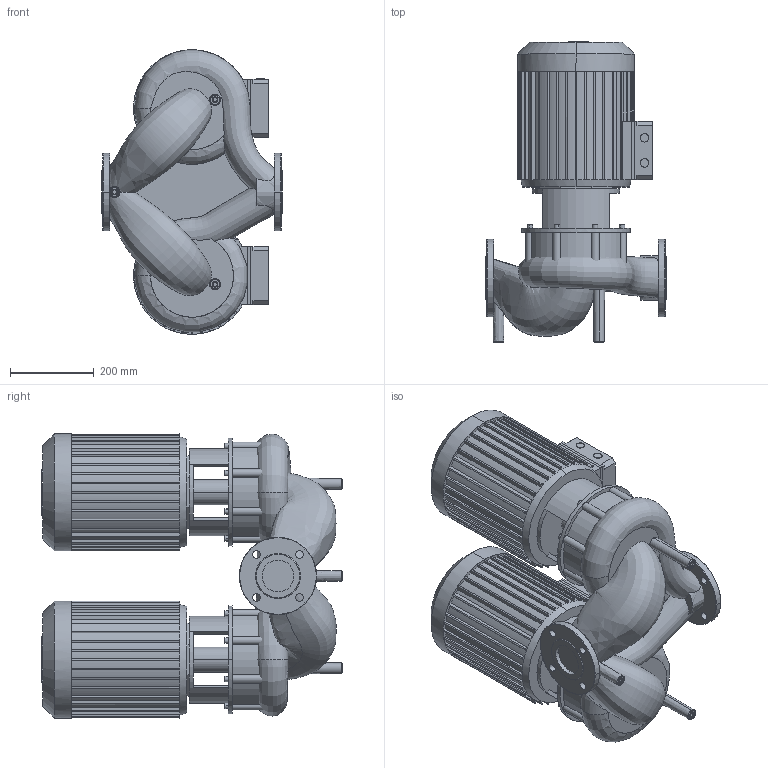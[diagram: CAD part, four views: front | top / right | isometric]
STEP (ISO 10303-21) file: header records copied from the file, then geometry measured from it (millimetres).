
FILE_DESCRIPTION((''),'2;1');
FILE_NAME('3d_DPL65_165-5_5_2-2121268.stp','2016-08-24T11:00:25',(''),(''),'Mechanical Desktop 2009','Mechanical Desktop 2009',', , ');
FILE_SCHEMA(('CONFIG_CONTROL_DESIGN'));
Length unit declared in the file: millimetre
Products named in the file (1): Product
Bounding box: 430 x 716.67 x 679 mm (x, y, z)
Volume: 70980500 mm3; surface area: 2681288.8 mm2
Topology: 17 solids, 17 shells, 975 faces, 2456 edges, 1561 vertices
Faces by surface type: plane 510, bspline 231, cylinder 220, cone 10, torus 4
Entity records: 50552 total; most frequent: CARTESIAN_POINT 27326, ORIENTED_EDGE 4908, DIRECTION 4711, EDGE_CURVE 2454, AXIS2_PLACEMENT_3D 1674, VERTEX_POINT 1560, VECTOR 1363, LINE 1363
